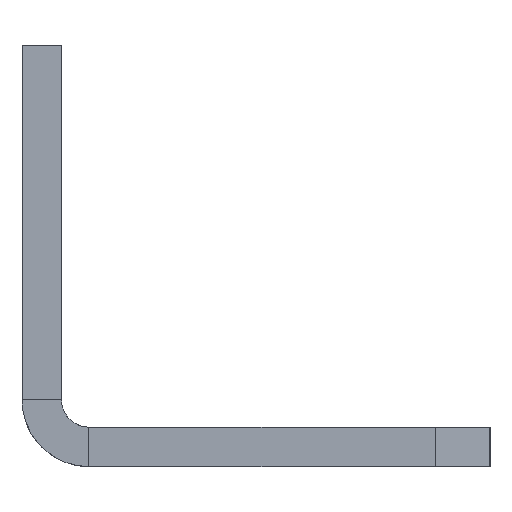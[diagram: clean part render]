
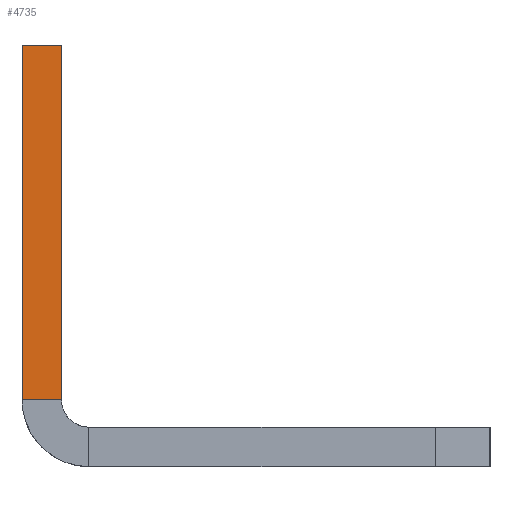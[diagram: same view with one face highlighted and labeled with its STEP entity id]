
A CAD part, left-side view. The second image highlights one B-rep face of the part: STEP entity #4735.
In plain terms, the highlighted planar face has unit normal (-1, 0, 0).
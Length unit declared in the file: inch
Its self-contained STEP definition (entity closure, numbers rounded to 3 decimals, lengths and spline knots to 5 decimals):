
#429=FACE_OUTER_BOUND('',#672,.T.);
#672=EDGE_LOOP('',(#3215,#3216,#3217,#3218));
#958=LINE('',#6945,#1467);
#999=LINE('',#7031,#1508);
#1000=LINE('',#7033,#1509);
#1001=LINE('',#7034,#1510);
#1467=VECTOR('',#5483,0.3937);
#1508=VECTOR('',#5548,0.844);
#1509=VECTOR('',#5549,0.046);
#1510=VECTOR('',#5550,0.844);
#1976=VERTEX_POINT('',#6943);
#1977=VERTEX_POINT('',#6944);
#2010=VERTEX_POINT('',#7030);
#2011=VERTEX_POINT('',#7032);
#2450=EDGE_CURVE('',#1976,#1977,#958,.T.);
#2491=EDGE_CURVE('',#2010,#1977,#999,.T.);
#2492=EDGE_CURVE('',#2011,#2010,#1000,.T.);
#2493=EDGE_CURVE('',#2011,#1976,#1001,.T.);
#3215=ORIENTED_EDGE('',*,*,#2450,.T.);
#3216=ORIENTED_EDGE('',*,*,#2491,.F.);
#3217=ORIENTED_EDGE('',*,*,#2492,.F.);
#3218=ORIENTED_EDGE('',*,*,#2493,.T.);
#4598=PLANE('',#4998);
#4735=ADVANCED_FACE('',(#429),#4598,.F.);
#4998=AXIS2_PLACEMENT_3D('',#7029,#5546,#5547);
#5483=DIRECTION('',(0.,1.,0.));
#5546=DIRECTION('center_axis',(1.,0.,0.));
#5547=DIRECTION('ref_axis',(0.,0.,-1.));
#5548=DIRECTION('',(0.,0.,1.));
#5549=DIRECTION('',(0.,1.,0.));
#5550=DIRECTION('',(0.,0.,1.));
#6943=CARTESIAN_POINT('',(-1.04194,0.,-0.12282));
#6944=CARTESIAN_POINT('',(-1.04194,0.046,-0.12282));
#6945=CARTESIAN_POINT('',(-1.04194,0.046,-0.12282));
#7029=CARTESIAN_POINT('Origin',(-1.04194,0.046,-0.61419));
#7030=CARTESIAN_POINT('',(-1.04194,0.046,-0.53619));
#7031=CARTESIAN_POINT('',(-1.04194,0.046,-0.53619));
#7032=CARTESIAN_POINT('',(-1.04194,0.,-0.53619));
#7033=CARTESIAN_POINT('',(-1.04194,0.,-0.53619));
#7034=CARTESIAN_POINT('',(-1.04194,0.,-0.53619));
